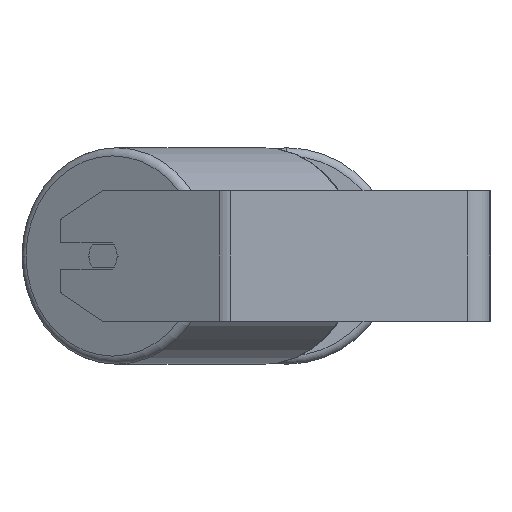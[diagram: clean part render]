
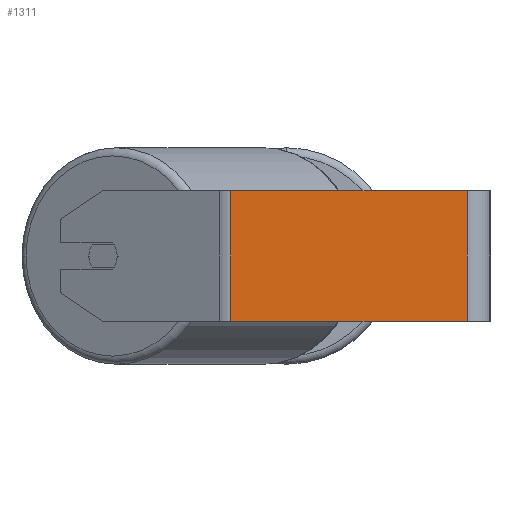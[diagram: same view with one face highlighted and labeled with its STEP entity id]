
A CAD part, left-side view. The second image highlights one B-rep face of the part: STEP entity #1311.
In plain terms, the highlighted planar face has unit normal (-1, 0, 0).
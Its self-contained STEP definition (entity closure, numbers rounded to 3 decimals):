
#460 = VECTOR ( 'NONE', #8279, 1000. ) ;
#600 = EDGE_CURVE ( 'NONE', #1792, #8168, #2692, .T. ) ;
#672 = CARTESIAN_POINT ( 'NONE',  ( -350., 14., 40. ) ) ;
#1139 = CARTESIAN_POINT ( 'NONE',  ( -350., 159.289, -40. ) ) ;
#1219 = VECTOR ( 'NONE', #4150, 1000. ) ;
#1260 = VECTOR ( 'NONE', #1853, 1000. ) ;
#1311 = ADVANCED_FACE ( 'NONE', ( #4639 ), #6694, .F. ) ;
#1457 = ORIENTED_EDGE ( 'NONE', *, *, #7004, .T. ) ;
#1792 = VERTEX_POINT ( 'NONE', #5221 ) ;
#1853 = DIRECTION ( 'NONE',  ( 0., -1., 0. ) ) ;
#2692 = LINE ( 'NONE', #4784, #1219 ) ;
#2702 = EDGE_CURVE ( 'NONE', #8168, #8372, #4162, .T. ) ;
#3195 = VERTEX_POINT ( 'NONE', #1139 ) ;
#3647 = CARTESIAN_POINT ( 'NONE',  ( -350., 14., 40. ) ) ;
#4115 = CARTESIAN_POINT ( 'NONE',  ( -350., 14., -40. ) ) ;
#4150 = DIRECTION ( 'NONE',  ( 0., -1., 0. ) ) ;
#4162 = LINE ( 'NONE', #3647, #7772 ) ;
#4639 = FACE_OUTER_BOUND ( 'NONE', #6490, .T. ) ;
#4784 = CARTESIAN_POINT ( 'NONE',  ( -350., 163.04, 40. ) ) ;
#5052 = CARTESIAN_POINT ( 'NONE',  ( -350., 163.04, -40. ) ) ;
#5221 = CARTESIAN_POINT ( 'NONE',  ( -350., 159.289, 40. ) ) ;
#5411 = DIRECTION ( 'NONE',  ( 1., 0., 0. ) ) ;
#5713 = ORIENTED_EDGE ( 'NONE', *, *, #5795, .T. ) ;
#5795 = EDGE_CURVE ( 'NONE', #1792, #3195, #7651, .T. ) ;
#6240 = ORIENTED_EDGE ( 'NONE', *, *, #600, .F. ) ;
#6468 = LINE ( 'NONE', #5052, #1260 ) ;
#6490 = EDGE_LOOP ( 'NONE', ( #1457, #7259, #6240, #5713 ) ) ;
#6694 = PLANE ( 'NONE',  #8160 ) ;
#7004 = EDGE_CURVE ( 'NONE', #3195, #8372, #6468, .T. ) ;
#7259 = ORIENTED_EDGE ( 'NONE', *, *, #2702, .F. ) ;
#7328 = DIRECTION ( 'NONE',  ( 0., 0., -1. ) ) ;
#7362 = DIRECTION ( 'NONE',  ( 0., 0., -1. ) ) ;
#7651 = LINE ( 'NONE', #7692, #460 ) ;
#7692 = CARTESIAN_POINT ( 'NONE',  ( -350., 159.289, 40. ) ) ;
#7772 = VECTOR ( 'NONE', #7362, 1000. ) ;
#7925 = CARTESIAN_POINT ( 'NONE',  ( -350., 163.04, 40. ) ) ;
#8160 = AXIS2_PLACEMENT_3D ( 'NONE', #7925, #5411, #7328 ) ;
#8168 = VERTEX_POINT ( 'NONE', #672 ) ;
#8279 = DIRECTION ( 'NONE',  ( 0., 0., -1. ) ) ;
#8372 = VERTEX_POINT ( 'NONE', #4115 ) ;
